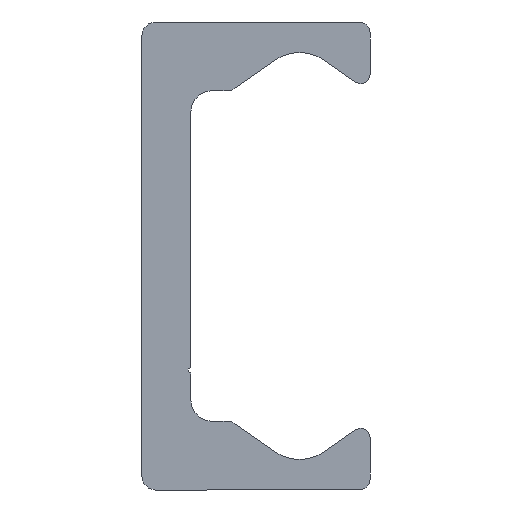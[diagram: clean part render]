
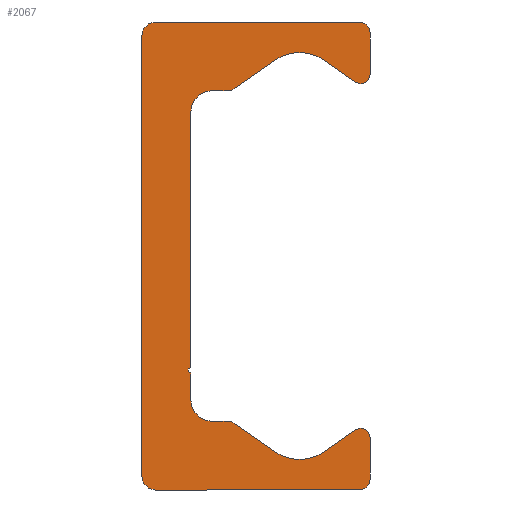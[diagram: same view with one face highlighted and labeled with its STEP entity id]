
A CAD part, left-side view. The second image highlights one B-rep face of the part: STEP entity #2067.
In plain terms, the highlighted planar face has unit normal (-1, 0, 0).
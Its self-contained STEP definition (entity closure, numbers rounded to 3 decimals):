
#1092=CARTESIAN_POINT('',(0.0,9.25,-21.5));
#1093=VERTEX_POINT('',#1092);
#1100=CARTESIAN_POINT('',(0.0,10.5,-20.25));
#1101=VERTEX_POINT('',#1100);
#1102=CARTESIAN_POINT('',(0.0,9.25,-20.25));
#1103=DIRECTION('',(1.0,0.0,0.0));
#1104=DIRECTION('',(0.0,0.0,-1.0));
#1105=AXIS2_PLACEMENT_3D('',#1102,#1103,#1104);
#1106=CIRCLE('',#1105,1.25);
#1107=EDGE_CURVE('',#1093,#1101,#1106,.T.);
#1131=CARTESIAN_POINT('',(0.0,-9.5,-21.5));
#1132=VERTEX_POINT('',#1131);
#1139=CARTESIAN_POINT('',(0.0,-9.5,-21.5));
#1140=DIRECTION('',(0.0,1.0,0.0));
#1141=VECTOR('',#1140,18.75);
#1142=LINE('',#1139,#1141);
#1143=EDGE_CURVE('',#1132,#1093,#1142,.T.);
#1163=CARTESIAN_POINT('',(0.0,-10.5,-20.5));
#1164=VERTEX_POINT('',#1163);
#1171=CARTESIAN_POINT('',(0.0,-9.5,-20.5));
#1172=DIRECTION('',(1.0,0.0,0.0));
#1173=DIRECTION('',(0.0,-1.0,0.0));
#1174=AXIS2_PLACEMENT_3D('',#1171,#1172,#1173);
#1175=CIRCLE('',#1174,1.0);
#1176=EDGE_CURVE('',#1164,#1132,#1175,.T.);
#1195=CARTESIAN_POINT('',(0.0,-10.5,-16.65));
#1196=VERTEX_POINT('',#1195);
#1203=CARTESIAN_POINT('',(0.0,-10.5,-16.65));
#1204=DIRECTION('',(0.0,0.0,-1.0));
#1205=VECTOR('',#1204,3.85);
#1206=LINE('',#1203,#1205);
#1207=EDGE_CURVE('',#1196,#1164,#1206,.T.);
#1227=CARTESIAN_POINT('',(0.0,-9.162,-15.954));
#1228=VERTEX_POINT('',#1227);
#1235=CARTESIAN_POINT('',(0.0,-9.65,-16.65));
#1236=DIRECTION('',(1.0,0.0,0.0));
#1237=DIRECTION('',(0.0,0.574,0.819));
#1238=AXIS2_PLACEMENT_3D('',#1235,#1236,#1237);
#1239=CIRCLE('',#1238,0.85);
#1240=EDGE_CURVE('',#1228,#1196,#1239,.T.);
#1259=CARTESIAN_POINT('',(0.0,-6.294,-17.962));
#1260=VERTEX_POINT('',#1259);
#1267=CARTESIAN_POINT('',(0.0,-6.294,-17.962));
#1268=DIRECTION('',(0.0,-0.819,0.574));
#1269=VECTOR('',#1268,3.501);
#1270=LINE('',#1267,#1269);
#1271=EDGE_CURVE('',#1260,#1228,#1270,.T.);
#1291=CARTESIAN_POINT('',(0.0,-1.706,-17.962));
#1292=VERTEX_POINT('',#1291);
#1299=CARTESIAN_POINT('',(0.0,-4.,-14.685));
#1300=DIRECTION('',(-1.0,0.0,0.0));
#1301=DIRECTION('',(0.0,0.574,0.819));
#1302=AXIS2_PLACEMENT_3D('',#1299,#1300,#1301);
#1303=CIRCLE('',#1302,4.0);
#1304=EDGE_CURVE('',#1292,#1260,#1303,.T.);
#1323=CARTESIAN_POINT('',(0.0,1.981,-15.381));
#1324=VERTEX_POINT('',#1323);
#1331=CARTESIAN_POINT('',(0.0,1.981,-15.381));
#1332=DIRECTION('',(0.0,-0.819,-0.574));
#1333=VECTOR('',#1332,4.5);
#1334=LINE('',#1331,#1333);
#1335=EDGE_CURVE('',#1324,#1292,#1334,.T.);
#1355=CARTESIAN_POINT('',(0.0,2.554,-15.2));
#1356=VERTEX_POINT('',#1355);
#1363=CARTESIAN_POINT('',(0.0,2.554,-16.2));
#1364=DIRECTION('',(1.0,0.0,0.0));
#1365=DIRECTION('',(0.0,0.0,1.0));
#1366=AXIS2_PLACEMENT_3D('',#1363,#1364,#1365);
#1367=CIRCLE('',#1366,1.);
#1368=EDGE_CURVE('',#1356,#1324,#1367,.T.);
#1387=CARTESIAN_POINT('',(0.0,4.0,-15.2));
#1388=VERTEX_POINT('',#1387);
#1395=CARTESIAN_POINT('',(0.0,4.0,-15.2));
#1396=DIRECTION('',(0.0,-1.0,0.0));
#1397=VECTOR('',#1396,1.446);
#1398=LINE('',#1395,#1397);
#1399=EDGE_CURVE('',#1388,#1356,#1398,.T.);
#1419=CARTESIAN_POINT('',(0.0,6.,-13.2));
#1420=VERTEX_POINT('',#1419);
#1427=CARTESIAN_POINT('',(0.0,4.,-13.2));
#1428=DIRECTION('',(-1.0,0.0,0.0));
#1429=DIRECTION('',(0.0,0.0,1.0));
#1430=AXIS2_PLACEMENT_3D('',#1427,#1428,#1429);
#1431=CIRCLE('',#1430,2.0);
#1432=EDGE_CURVE('',#1420,#1388,#1431,.T.);
#1451=CARTESIAN_POINT('',(0.0,6.,-10.75));
#1452=VERTEX_POINT('',#1451);
#1459=CARTESIAN_POINT('',(0.0,6.,-10.75));
#1460=DIRECTION('',(0.0,0.0,-1.0));
#1461=VECTOR('',#1460,2.45);
#1462=LINE('',#1459,#1461);
#1463=EDGE_CURVE('',#1452,#1420,#1462,.T.);
#1483=CARTESIAN_POINT('',(0.0,6.,-10.25));
#1484=VERTEX_POINT('',#1483);
#1491=CARTESIAN_POINT('',(0.0,6.,-10.5));
#1492=DIRECTION('',(-1.0,0.0,0.0));
#1493=DIRECTION('',(0.0,0.0,1.0));
#1494=AXIS2_PLACEMENT_3D('',#1491,#1492,#1493);
#1495=CIRCLE('',#1494,0.25);
#1496=EDGE_CURVE('',#1484,#1452,#1495,.T.);
#1515=CARTESIAN_POINT('',(0.0,6.,13.2));
#1516=VERTEX_POINT('',#1515);
#1523=CARTESIAN_POINT('',(0.0,6.,13.2));
#1524=DIRECTION('',(0.0,0.0,-1.0));
#1525=VECTOR('',#1524,23.45);
#1526=LINE('',#1523,#1525);
#1527=EDGE_CURVE('',#1516,#1484,#1526,.T.);
#1610=CARTESIAN_POINT('',(0.0,4.0,15.2));
#1611=VERTEX_POINT('',#1610);
#1618=CARTESIAN_POINT('',(0.0,4.,13.2));
#1619=DIRECTION('',(-1.0,0.0,0.0));
#1620=DIRECTION('',(0.0,-1.0,0.0));
#1621=AXIS2_PLACEMENT_3D('',#1618,#1619,#1620);
#1622=CIRCLE('',#1621,2.0);
#1623=EDGE_CURVE('',#1611,#1516,#1622,.T.);
#1642=CARTESIAN_POINT('',(0.0,2.554,15.2));
#1643=VERTEX_POINT('',#1642);
#1650=CARTESIAN_POINT('',(0.0,2.554,15.2));
#1651=DIRECTION('',(0.0,1.0,0.0));
#1652=VECTOR('',#1651,1.446);
#1653=LINE('',#1650,#1652);
#1654=EDGE_CURVE('',#1643,#1611,#1653,.T.);
#1674=CARTESIAN_POINT('',(0.0,1.981,15.381));
#1675=VERTEX_POINT('',#1674);
#1682=CARTESIAN_POINT('',(0.0,2.554,16.2));
#1683=DIRECTION('',(1.0,0.0,0.0));
#1684=DIRECTION('',(0.0,-0.574,-0.819));
#1685=AXIS2_PLACEMENT_3D('',#1682,#1683,#1684);
#1686=CIRCLE('',#1685,1.);
#1687=EDGE_CURVE('',#1675,#1643,#1686,.T.);
#1706=CARTESIAN_POINT('',(0.0,-1.706,17.962));
#1707=VERTEX_POINT('',#1706);
#1714=CARTESIAN_POINT('',(0.0,-1.706,17.962));
#1715=DIRECTION('',(0.0,0.819,-0.574));
#1716=VECTOR('',#1715,4.5);
#1717=LINE('',#1714,#1716);
#1718=EDGE_CURVE('',#1707,#1675,#1717,.T.);
#1738=CARTESIAN_POINT('',(0.0,-6.294,17.962));
#1739=VERTEX_POINT('',#1738);
#1746=CARTESIAN_POINT('',(0.0,-4.,14.685));
#1747=DIRECTION('',(-1.0,0.0,0.0));
#1748=DIRECTION('',(0.0,-0.574,-0.819));
#1749=AXIS2_PLACEMENT_3D('',#1746,#1747,#1748);
#1750=CIRCLE('',#1749,4.0);
#1751=EDGE_CURVE('',#1739,#1707,#1750,.T.);
#1770=CARTESIAN_POINT('',(0.0,-9.162,15.954));
#1771=VERTEX_POINT('',#1770);
#1778=CARTESIAN_POINT('',(0.0,-9.162,15.954));
#1779=DIRECTION('',(0.0,0.819,0.574));
#1780=VECTOR('',#1779,3.501);
#1781=LINE('',#1778,#1780);
#1782=EDGE_CURVE('',#1771,#1739,#1781,.T.);
#1802=CARTESIAN_POINT('',(0.0,-10.5,16.65));
#1803=VERTEX_POINT('',#1802);
#1810=CARTESIAN_POINT('',(0.0,-9.65,16.65));
#1811=DIRECTION('',(1.0,0.0,0.0));
#1812=DIRECTION('',(0.0,-1.0,0.0));
#1813=AXIS2_PLACEMENT_3D('',#1810,#1811,#1812);
#1814=CIRCLE('',#1813,0.85);
#1815=EDGE_CURVE('',#1803,#1771,#1814,.T.);
#1834=CARTESIAN_POINT('',(0.0,-10.5,20.5));
#1835=VERTEX_POINT('',#1834);
#1842=CARTESIAN_POINT('',(0.0,-10.5,20.5));
#1843=DIRECTION('',(0.0,0.0,-1.0));
#1844=VECTOR('',#1843,3.85);
#1845=LINE('',#1842,#1844);
#1846=EDGE_CURVE('',#1835,#1803,#1845,.T.);
#1866=CARTESIAN_POINT('',(0.0,-9.5,21.5));
#1867=VERTEX_POINT('',#1866);
#1874=CARTESIAN_POINT('',(0.0,-9.5,20.5));
#1875=DIRECTION('',(1.0,0.0,0.0));
#1876=DIRECTION('',(0.0,0.0,1.0));
#1877=AXIS2_PLACEMENT_3D('',#1874,#1875,#1876);
#1878=CIRCLE('',#1877,1.0);
#1879=EDGE_CURVE('',#1867,#1835,#1878,.T.);
#1898=CARTESIAN_POINT('',(0.0,9.25,21.5));
#1899=VERTEX_POINT('',#1898);
#1906=CARTESIAN_POINT('',(0.0,9.25,21.5));
#1907=DIRECTION('',(0.0,-1.0,0.0));
#1908=VECTOR('',#1907,18.75);
#1909=LINE('',#1906,#1908);
#1910=EDGE_CURVE('',#1899,#1867,#1909,.T.);
#1930=CARTESIAN_POINT('',(0.0,10.5,20.25));
#1931=VERTEX_POINT('',#1930);
#1938=CARTESIAN_POINT('',(0.0,9.25,20.25));
#1939=DIRECTION('',(1.0,0.0,0.0));
#1940=DIRECTION('',(0.0,1.0,0.0));
#1941=AXIS2_PLACEMENT_3D('',#1938,#1939,#1940);
#1942=CIRCLE('',#1941,1.25);
#1943=EDGE_CURVE('',#1931,#1899,#1942,.T.);
#1961=CARTESIAN_POINT('',(0.0,10.5,-20.25));
#1962=DIRECTION('',(0.0,0.0,1.0));
#1963=VECTOR('',#1962,40.5);
#1964=LINE('',#1961,#1963);
#1965=EDGE_CURVE('',#1101,#1931,#1964,.T.);
#2034=CARTESIAN_POINT('',(0.0,2.66,-0.019));
#2035=DIRECTION('',(1.0,0.0,0.0));
#2036=DIRECTION('',(0.0,0.0,-1.0));
#2037=AXIS2_PLACEMENT_3D('',#2034,#2035,#2036);
#2038=PLANE('',#2037);
#2039=ORIENTED_EDGE('',*,*,#1965,.F.);
#2040=ORIENTED_EDGE('',*,*,#1107,.F.);
#2041=ORIENTED_EDGE('',*,*,#1143,.F.);
#2042=ORIENTED_EDGE('',*,*,#1176,.F.);
#2043=ORIENTED_EDGE('',*,*,#1207,.F.);
#2044=ORIENTED_EDGE('',*,*,#1240,.F.);
#2045=ORIENTED_EDGE('',*,*,#1271,.F.);
#2046=ORIENTED_EDGE('',*,*,#1304,.F.);
#2047=ORIENTED_EDGE('',*,*,#1335,.F.);
#2048=ORIENTED_EDGE('',*,*,#1368,.F.);
#2049=ORIENTED_EDGE('',*,*,#1399,.F.);
#2050=ORIENTED_EDGE('',*,*,#1432,.F.);
#2051=ORIENTED_EDGE('',*,*,#1463,.F.);
#2052=ORIENTED_EDGE('',*,*,#1496,.F.);
#2053=ORIENTED_EDGE('',*,*,#1527,.F.);
#2054=ORIENTED_EDGE('',*,*,#1623,.F.);
#2055=ORIENTED_EDGE('',*,*,#1654,.F.);
#2056=ORIENTED_EDGE('',*,*,#1687,.F.);
#2057=ORIENTED_EDGE('',*,*,#1718,.F.);
#2058=ORIENTED_EDGE('',*,*,#1751,.F.);
#2059=ORIENTED_EDGE('',*,*,#1782,.F.);
#2060=ORIENTED_EDGE('',*,*,#1815,.F.);
#2061=ORIENTED_EDGE('',*,*,#1846,.F.);
#2062=ORIENTED_EDGE('',*,*,#1879,.F.);
#2063=ORIENTED_EDGE('',*,*,#1910,.F.);
#2064=ORIENTED_EDGE('',*,*,#1943,.F.);
#2065=EDGE_LOOP('',(#2039,#2040,#2041,#2042,#2043,#2044,#2045,#2046,#2047,#2048,#2049,#2050,#2051,#2052,#2053,#2054,#2055,#2056,#2057,#2058,#2059,#2060,#2061,#2062,#2063,#2064));
#2066=FACE_OUTER_BOUND('',#2065,.T.);
#2067=ADVANCED_FACE('',(#2066),#2038,.F.);
